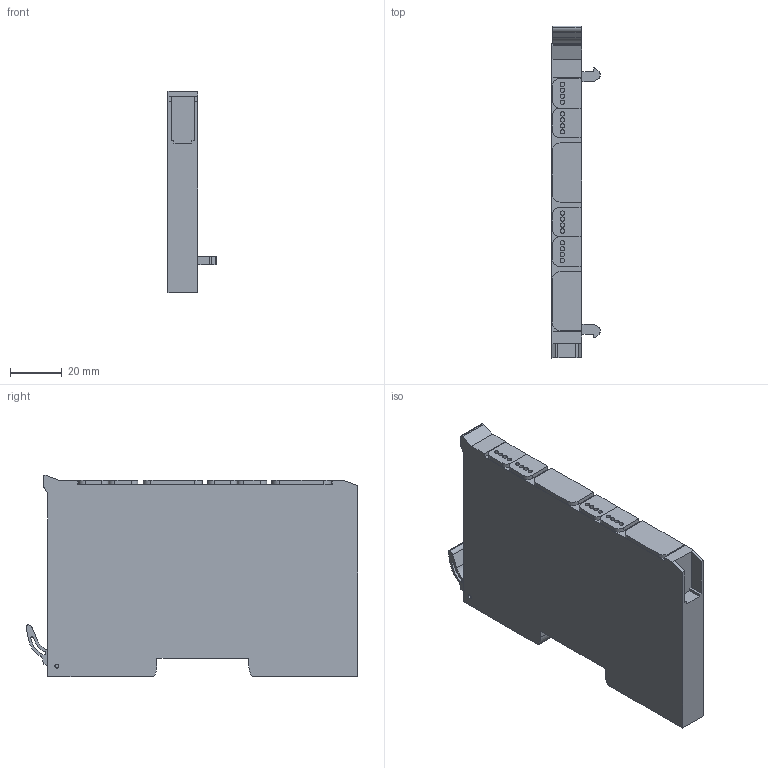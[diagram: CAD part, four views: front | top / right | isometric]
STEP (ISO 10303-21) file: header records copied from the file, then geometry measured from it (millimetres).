
FILE_DESCRIPTION(('CATIA V5R24 STEP','CAx-IF Rec.Pracs.--- Model Styling and Organization---1.2---2011-12-15'),'2;1');
FILE_NAME ('D1452565_0', '2016-11-04T08:15:25+00:00', ('Weidmueller Interface'), ('Weidmueller'), 'CATIA Version 5-6 Release 2014 SP4 HF52', 'CATIA V5 STEP AP214', 'none');
FILE_SCHEMA(('AUTOMOTIVE_DESIGN { 1 0 10303 214 1 1 1 1 }'));
Length unit declared in the file: millimetre
Products named in the file (1): 1506910000
Bounding box: 18.5 x 127.88 x 77.45 mm (x, y, z)
Volume: 99668.2 mm3; surface area: 27472.7 mm2
Topology: 8 solids, 24 shells, 398 faces, 1036 edges, 690 vertices
Faces by surface type: plane 251, cylinder 147
Entity records: 12495 total; most frequent: CARTESIAN_POINT 2348, ORIENTED_EDGE 2072, DIRECTION 1809, EDGE_CURVE 1036, VECTOR 742, LINE 742, VERTEX_POINT 690, AXIS2_PLACEMENT_3D 670
